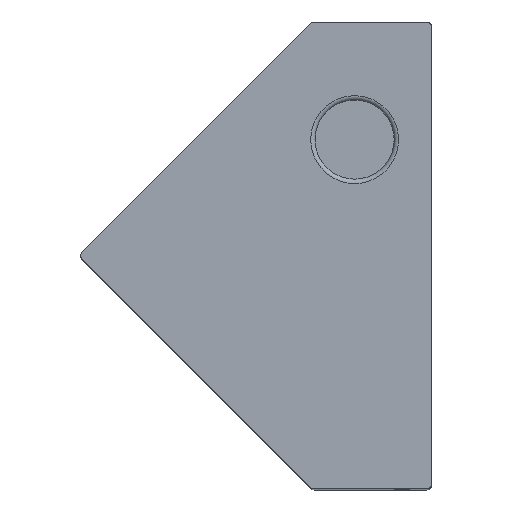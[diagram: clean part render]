
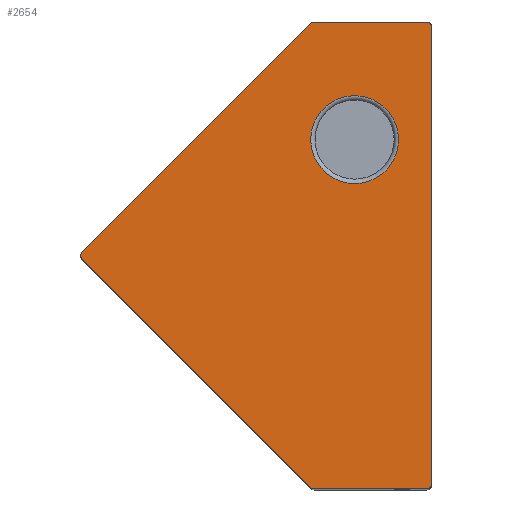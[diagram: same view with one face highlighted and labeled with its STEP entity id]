
A CAD part, top view. The second image highlights one B-rep face of the part: STEP entity #2654.
In plain terms, the highlighted planar face has unit normal (0, 0, 1).
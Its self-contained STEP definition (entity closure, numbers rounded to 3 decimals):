
#76=FACE_BOUND('',#982,.T.);
#104=LINE('',#3878,#422);
#105=LINE('',#3882,#423);
#106=LINE('',#3886,#424);
#107=LINE('',#3890,#425);
#108=LINE('',#3894,#426);
#422=VECTOR('',#3087,10.);
#423=VECTOR('',#3090,10.);
#424=VECTOR('',#3093,10.);
#425=VECTOR('',#3096,10.);
#426=VECTOR('',#3099,10.);
#724=PLANE('',#2826);
#830=FACE_OUTER_BOUND('',#981,.T.);
#981=EDGE_LOOP('',(#1885,#1886,#1887,#1888,#1889,#1890,#1891,#1892,#1893,
#1894));
#982=EDGE_LOOP('',(#1895));
#1143=CIRCLE('',#2824,10.);
#1145=CIRCLE('',#2827,1.);
#1146=CIRCLE('',#2828,1.);
#1147=CIRCLE('',#2829,1.);
#1148=CIRCLE('',#2830,1.);
#1149=CIRCLE('',#2831,1.);
#1229=VERTEX_POINT('',#3872);
#1230=VERTEX_POINT('',#3876);
#1231=VERTEX_POINT('',#3877);
#1232=VERTEX_POINT('',#3879);
#1233=VERTEX_POINT('',#3881);
#1234=VERTEX_POINT('',#3883);
#1235=VERTEX_POINT('',#3885);
#1236=VERTEX_POINT('',#3887);
#1237=VERTEX_POINT('',#3889);
#1238=VERTEX_POINT('',#3891);
#1239=VERTEX_POINT('',#3893);
#1482=EDGE_CURVE('',#1229,#1229,#1143,.T.);
#1484=EDGE_CURVE('',#1230,#1231,#104,.T.);
#1485=EDGE_CURVE('',#1231,#1232,#1145,.T.);
#1486=EDGE_CURVE('',#1232,#1233,#105,.T.);
#1487=EDGE_CURVE('',#1233,#1234,#1146,.T.);
#1488=EDGE_CURVE('',#1234,#1235,#106,.T.);
#1489=EDGE_CURVE('',#1235,#1236,#1147,.T.);
#1490=EDGE_CURVE('',#1236,#1237,#107,.T.);
#1491=EDGE_CURVE('',#1237,#1238,#1148,.T.);
#1492=EDGE_CURVE('',#1238,#1239,#108,.T.);
#1493=EDGE_CURVE('',#1239,#1230,#1149,.T.);
#1885=ORIENTED_EDGE('',*,*,#1484,.T.);
#1886=ORIENTED_EDGE('',*,*,#1485,.T.);
#1887=ORIENTED_EDGE('',*,*,#1486,.T.);
#1888=ORIENTED_EDGE('',*,*,#1487,.T.);
#1889=ORIENTED_EDGE('',*,*,#1488,.T.);
#1890=ORIENTED_EDGE('',*,*,#1489,.T.);
#1891=ORIENTED_EDGE('',*,*,#1490,.T.);
#1892=ORIENTED_EDGE('',*,*,#1491,.T.);
#1893=ORIENTED_EDGE('',*,*,#1492,.T.);
#1894=ORIENTED_EDGE('',*,*,#1493,.T.);
#1895=ORIENTED_EDGE('',*,*,#1482,.F.);
#2654=ADVANCED_FACE('',(#830,#76),#724,.T.);
#2824=AXIS2_PLACEMENT_3D('',#3873,#3081,#3082);
#2826=AXIS2_PLACEMENT_3D('',#3875,#3085,#3086);
#2827=AXIS2_PLACEMENT_3D('',#3880,#3088,#3089);
#2828=AXIS2_PLACEMENT_3D('',#3884,#3091,#3092);
#2829=AXIS2_PLACEMENT_3D('',#3888,#3094,#3095);
#2830=AXIS2_PLACEMENT_3D('',#3892,#3097,#3098);
#2831=AXIS2_PLACEMENT_3D('',#3895,#3100,#3101);
#3081=DIRECTION('center_axis',(0.,0.,1.));
#3082=DIRECTION('ref_axis',(-1.,0.,0.));
#3085=DIRECTION('center_axis',(0.,0.,1.));
#3086=DIRECTION('ref_axis',(-1.,0.,0.));
#3087=DIRECTION('',(0.,1.,0.));
#3088=DIRECTION('center_axis',(0.,0.,1.));
#3089=DIRECTION('ref_axis',(1.,0.,0.));
#3090=DIRECTION('',(-1.,0.,0.));
#3091=DIRECTION('center_axis',(0.,0.,
1.));
#3092=DIRECTION('ref_axis',(0.,1.,0.));
#3093=DIRECTION('',(-0.707,-0.707,0.));
#3094=DIRECTION('center_axis',(0.,0.,
1.));
#3095=DIRECTION('ref_axis',(-0.707,0.707,0.));
#3096=DIRECTION('',(0.707,-0.707,0.));
#3097=DIRECTION('center_axis',(0.,0.,1.));
#3098=DIRECTION('ref_axis',(-0.707,-0.707,0.));
#3099=DIRECTION('',(1.,0.,0.));
#3100=DIRECTION('center_axis',(0.,0.,1.));
#3101=DIRECTION('ref_axis',(0.,-1.,0.));
#3872=CARTESIAN_POINT('',(127.502,46.348,58.852));
#3873=CARTESIAN_POINT('Origin',(117.502,46.348,58.852));
#3875=CARTESIAN_POINT('Origin',(95.058,20.,58.852));
#3876=CARTESIAN_POINT('',(134.971,-32.119,58.852));
#3877=CARTESIAN_POINT('',(134.971,72.119,58.852));
#3878=CARTESIAN_POINT('',(134.971,-32.119,58.852));
#3879=CARTESIAN_POINT('',(133.971,73.119,58.852));
#3880=CARTESIAN_POINT('Origin',(133.971,72.119,58.852));
#3881=CARTESIAN_POINT('',(108.263,73.119,58.852));
#3882=CARTESIAN_POINT('',(133.971,73.119,58.852));
#3883=CARTESIAN_POINT('',(107.556,72.826,58.852));
#3884=CARTESIAN_POINT('Origin',(108.263,72.119,58.852));
#3885=CARTESIAN_POINT('',(55.438,20.707,58.852));
#3886=CARTESIAN_POINT('',(107.556,72.826,58.852));
#3887=CARTESIAN_POINT('',(55.438,19.293,58.852));
#3888=CARTESIAN_POINT('Origin',(56.145,20.,58.852));
#3889=CARTESIAN_POINT('',(107.556,-32.826,58.852));
#3890=CARTESIAN_POINT('',(55.438,19.293,58.852));
#3891=CARTESIAN_POINT('',(108.263,-33.119,58.852));
#3892=CARTESIAN_POINT('Origin',(108.263,-32.119,58.852));
#3893=CARTESIAN_POINT('',(133.971,-33.119,58.852));
#3894=CARTESIAN_POINT('',(108.263,-33.119,58.852));
#3895=CARTESIAN_POINT('Origin',(133.971,-32.119,58.852));
